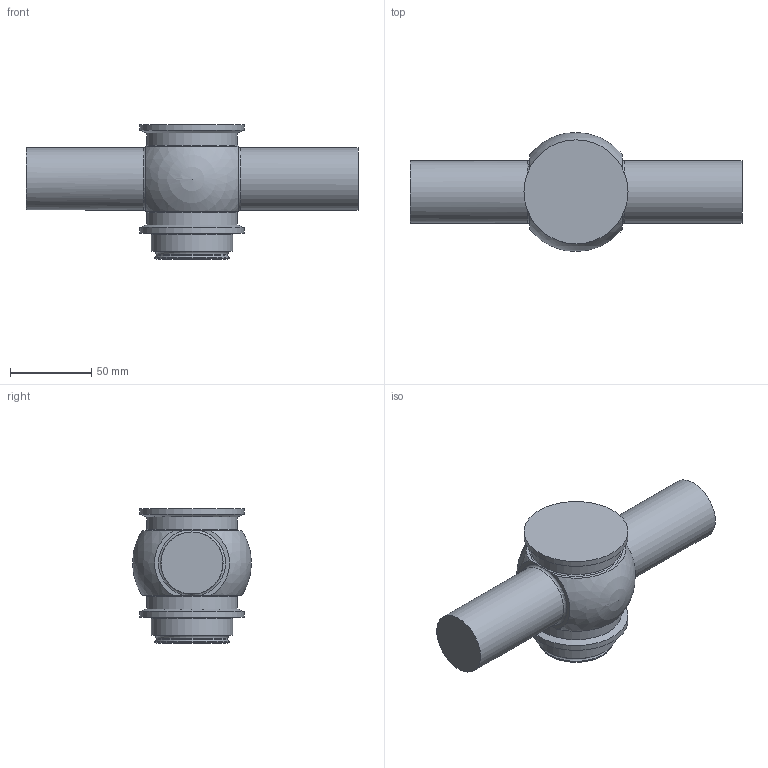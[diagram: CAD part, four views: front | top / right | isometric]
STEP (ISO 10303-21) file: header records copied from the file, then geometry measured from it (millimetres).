
FILE_DESCRIPTION(/* description */ (''),/* implementation_level */ '2;1');
FILE_NAME(/* name */ '111236 Corrected.STEP',/* time_stamp */ '2021-04-23T15:52:37-05:00',/* author */ ('FA67NH'),/* organization */ (''),/* preprocessor_version */ 'ST-DEVELOPER v18.1',/* originating_system */ 'Autodesk Inventor 2020',/* authorisation */ '');
FILE_SCHEMA (('AUTOMOTIVE_DESIGN { 1 0 10303 214 3 1 1 }'));
Length unit declared in the file: inch
Products named in the file (1): 111236
Bounding box: 203.71 x 73 x 82.75 mm (x, y, z)
Volume: 405781.3 mm3; surface area: 41746.4 mm2
Topology: 1 solids, 1 shells, 35 faces, 115 edges, 82 vertices
Faces by surface type: plane 14, cylinder 9, torus 7, cone 3, sphere 2
Full cylindrical faces by diameter (mm): 38.1 x2, 43.967 x1, 45.441 x1, 50.089 x1, 55.677 x2, 63.881 x2
Entity records: 1423 total; most frequent: CARTESIAN_POINT 307, DIRECTION 254, ORIENTED_EDGE 226, AXIS2_PLACEMENT_3D 117, EDGE_CURVE 113, VERTEX_POINT 82, CIRCLE 81, EDGE_LOOP 37
